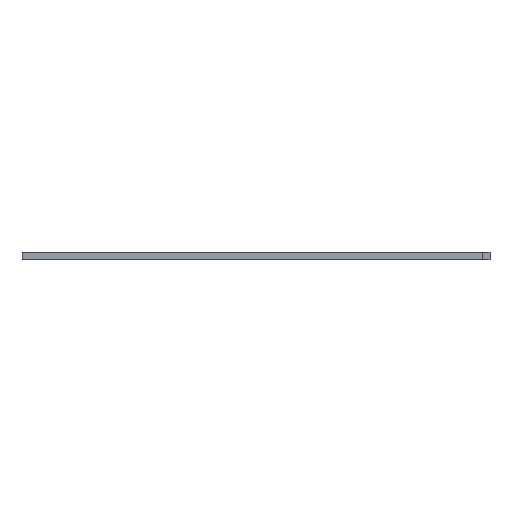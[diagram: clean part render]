
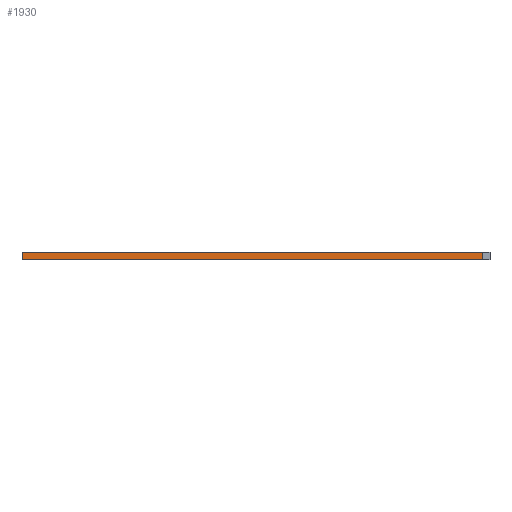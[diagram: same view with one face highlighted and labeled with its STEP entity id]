
A CAD part, front view. The second image highlights one B-rep face of the part: STEP entity #1930.
In plain terms, the highlighted planar face has unit normal (0, -1, 0).
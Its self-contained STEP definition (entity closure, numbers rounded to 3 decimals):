
#175 = ORIENTED_EDGE ( 'NONE', *, *, #4360, .T. ) ;
#585 = DIRECTION ( 'NONE',  ( 0., 0., -1. ) ) ;
#680 = CARTESIAN_POINT ( 'NONE',  ( 181., 0., 10. ) ) ;
#870 = CARTESIAN_POINT ( 'NONE',  ( 181., 0., 3. ) ) ;
#1036 = LINE ( 'NONE', #2389, #5098 ) ;
#1324 = VECTOR ( 'NONE', #2108, 1000. ) ;
#1416 = DIRECTION ( 'NONE',  ( 0., 0., -1. ) ) ;
#1437 = VERTEX_POINT ( 'NONE', #3383 ) ;
#1776 = EDGE_CURVE ( 'NONE', #3959, #1437, #2390, .T. ) ;
#1907 = DIRECTION ( 'NONE',  ( 1., 0., 0. ) ) ;
#1930 = ADVANCED_FACE ( 'NONE', ( #4133 ), #5593, .F. ) ;
#2108 = DIRECTION ( 'NONE',  ( 1., 0., 0. ) ) ;
#2286 = ORIENTED_EDGE ( 'NONE', *, *, #3782, .F. ) ;
#2312 = EDGE_LOOP ( 'NONE', ( #3558, #2286, #4667, #175 ) ) ;
#2389 = CARTESIAN_POINT ( 'NONE',  ( 0., 0., 3. ) ) ;
#2390 = LINE ( 'NONE', #6269, #6230 ) ;
#2689 = CARTESIAN_POINT ( 'NONE',  ( 0., 0., 3. ) ) ;
#2799 = DIRECTION ( 'NONE',  ( 0., 0., 1. ) ) ;
#3142 = DIRECTION ( 'NONE',  ( 0., 1., 0. ) ) ;
#3383 = CARTESIAN_POINT ( 'NONE',  ( 181., 0., 0. ) ) ;
#3558 = ORIENTED_EDGE ( 'NONE', *, *, #1776, .T. ) ;
#3782 = EDGE_CURVE ( 'NONE', #4022, #1437, #4946, .T. ) ;
#3923 = CARTESIAN_POINT ( 'NONE',  ( 0., 0., 3. ) ) ;
#3959 = VERTEX_POINT ( 'NONE', #5768 ) ;
#4022 = VERTEX_POINT ( 'NONE', #870 ) ;
#4066 = EDGE_CURVE ( 'NONE', #5762, #4022, #4402, .T. ) ;
#4133 = FACE_OUTER_BOUND ( 'NONE', #2312, .T. ) ;
#4302 = AXIS2_PLACEMENT_3D ( 'NONE', #6100, #3142, #2799 ) ;
#4360 = EDGE_CURVE ( 'NONE', #5762, #3959, #1036, .T. ) ;
#4402 = LINE ( 'NONE', #3923, #1324 ) ;
#4667 = ORIENTED_EDGE ( 'NONE', *, *, #4066, .F. ) ;
#4946 = LINE ( 'NONE', #680, #5283 ) ;
#5098 = VECTOR ( 'NONE', #1416, 1000. ) ;
#5283 = VECTOR ( 'NONE', #585, 1000. ) ;
#5593 = PLANE ( 'NONE',  #4302 ) ;
#5762 = VERTEX_POINT ( 'NONE', #2689 ) ;
#5768 = CARTESIAN_POINT ( 'NONE',  ( 0., 0., 0. ) ) ;
#6100 = CARTESIAN_POINT ( 'NONE',  ( 0., 0., 3. ) ) ;
#6230 = VECTOR ( 'NONE', #1907, 1000. ) ;
#6269 = CARTESIAN_POINT ( 'NONE',  ( 0., 0., 0. ) ) ;
